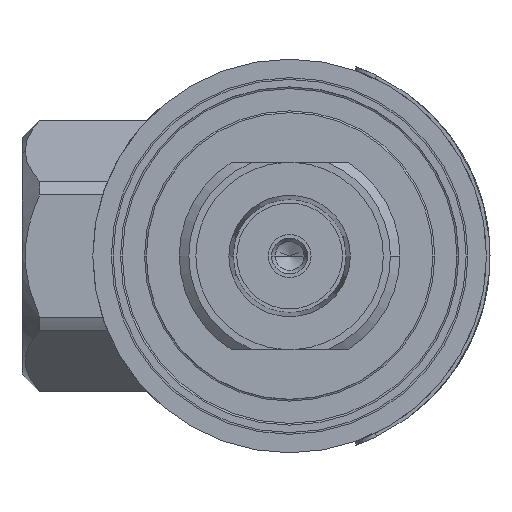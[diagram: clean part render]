
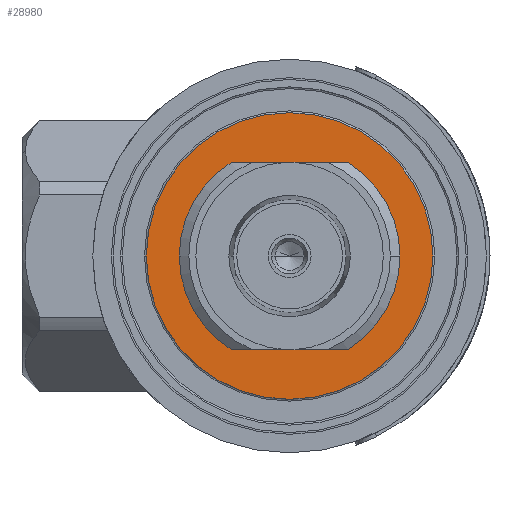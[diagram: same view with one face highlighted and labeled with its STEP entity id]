
A CAD part, left-side view. The second image highlights one B-rep face of the part: STEP entity #28980.
In plain terms, the highlighted planar face has unit normal (-1, 0, 0).
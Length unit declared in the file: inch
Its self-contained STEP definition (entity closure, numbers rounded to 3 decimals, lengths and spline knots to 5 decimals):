
#3764 = CARTESIAN_POINT ( 'NONE',  ( 0.06543, 0., 0. ) ) ;
#3958 = CARTESIAN_POINT ( 'NONE',  ( 0.06543, -0.265, 0.09042 ) ) ;
#6467 = CARTESIAN_POINT ( 'NONE',  ( 0.06543, 0.265, 0. ) ) ;
#7180 = VERTEX_POINT ( 'NONE', #21845 ) ;
#7657 = FACE_BOUND ( 'NONE', #11705, .T. ) ;
#9013 = CARTESIAN_POINT ( 'NONE',  ( 0.06543, 0., 0.28 ) ) ;
#9311 = CARTESIAN_POINT ( 'NONE',  ( 0.06543, 0., 0. ) ) ;
#11170 = LINE ( 'NONE', #83685, #36266 ) ;
#11502 = EDGE_CURVE ( 'NONE', #55975, #7180, #76321, .T. ) ;
#11705 = EDGE_LOOP ( 'NONE', ( #47463, #69600, #16391, #80626, #60853 ) ) ;
#14329 = VERTEX_POINT ( 'NONE', #59852 ) ;
#15096 = CIRCLE ( 'NONE', #75016, 0.406 ) ;
#15458 = DIRECTION ( 'NONE',  ( 0., 0., 1. ) ) ;
#16391 = ORIENTED_EDGE ( 'NONE', *, *, #22344, .F. ) ;
#16844 = CARTESIAN_POINT ( 'NONE',  ( 0.06543, 0.265, 0.09042 ) ) ;
#20348 = DIRECTION ( 'NONE',  ( 1., 0., 0. ) ) ;
#21007 = EDGE_CURVE ( 'NONE', #48613, #26146, #46175, .T. ) ;
#21845 = CARTESIAN_POINT ( 'NONE',  ( 0.06543, 0., -0.406 ) ) ;
#22111 = DIRECTION ( 'NONE',  ( 0., 0., 1. ) ) ;
#22344 = EDGE_CURVE ( 'NONE', #14329, #28638, #72549, .T. ) ;
#22393 = AXIS2_PLACEMENT_3D ( 'NONE', #3764, #75796, #81880 ) ;
#25310 = DIRECTION ( 'NONE',  ( -1., 0., 0. ) ) ;
#26146 = VERTEX_POINT ( 'NONE', #16844 ) ;
#26753 = DIRECTION ( 'NONE',  ( -1., 0., 0. ) ) ;
#27795 = CARTESIAN_POINT ( 'NONE',  ( 0.06543, 0.28, 0. ) ) ;
#28638 = VERTEX_POINT ( 'NONE', #55463 ) ;
#28980 = ADVANCED_FACE ( 'NONE', ( #7657, #34336 ), #66253, .F. ) ;
#30284 = DIRECTION ( 'NONE',  ( -1., 0., 0. ) ) ;
#30618 = AXIS2_PLACEMENT_3D ( 'NONE', #27795, #20348, #47042 ) ;
#33956 = LINE ( 'NONE', #6467, #49912 ) ;
#34336 = FACE_OUTER_BOUND ( 'NONE', #50055, .T. ) ;
#35690 = DIRECTION ( 'NONE',  ( -1., 0., 0. ) ) ;
#36266 = VECTOR ( 'NONE', #64512, 39.37008 ) ;
#40290 = CARTESIAN_POINT ( 'NONE',  ( 0.06543, 0., 0. ) ) ;
#44565 = AXIS2_PLACEMENT_3D ( 'NONE', #61480, #35690, #22111 ) ;
#46175 = CIRCLE ( 'NONE', #22393, 0.28 ) ;
#47042 = DIRECTION ( 'NONE',  ( 0., 0., -1. ) ) ;
#47463 = ORIENTED_EDGE ( 'NONE', *, *, #83818, .F. ) ;
#48613 = VERTEX_POINT ( 'NONE', #9013 ) ;
#49828 = AXIS2_PLACEMENT_3D ( 'NONE', #71148, #25310, #84246 ) ;
#49912 = VECTOR ( 'NONE', #85946, 39.37008 ) ;
#50055 = EDGE_LOOP ( 'NONE', ( #60161, #76604 ) ) ;
#53041 = AXIS2_PLACEMENT_3D ( 'NONE', #9311, #30284, #15458 ) ;
#55463 = CARTESIAN_POINT ( 'NONE',  ( 0.06543, -0.265, -0.09042 ) ) ;
#55975 = VERTEX_POINT ( 'NONE', #82761 ) ;
#58257 = EDGE_CURVE ( 'NONE', #7180, #55975, #15096, .T. ) ;
#59852 = CARTESIAN_POINT ( 'NONE',  ( 0.06543, 0.265, -0.09042 ) ) ;
#60161 = ORIENTED_EDGE ( 'NONE', *, *, #11502, .T. ) ;
#60853 = ORIENTED_EDGE ( 'NONE', *, *, #21007, .F. ) ;
#61480 = CARTESIAN_POINT ( 'NONE',  ( 0.06543, 0., 0. ) ) ;
#64293 = VERTEX_POINT ( 'NONE', #3958 ) ;
#64512 = DIRECTION ( 'NONE',  ( 0., 0., -1. ) ) ;
#66253 = PLANE ( 'NONE',  #30618 ) ;
#66486 = DIRECTION ( 'NONE',  ( 0., 0., 1. ) ) ;
#69600 = ORIENTED_EDGE ( 'NONE', *, *, #85276, .T. ) ;
#71148 = CARTESIAN_POINT ( 'NONE',  ( 0.06543, 0., 0. ) ) ;
#72549 = CIRCLE ( 'NONE', #53041, 0.28 ) ;
#75016 = AXIS2_PLACEMENT_3D ( 'NONE', #40290, #26753, #66486 ) ;
#75146 = CIRCLE ( 'NONE', #44565, 0.28 ) ;
#75796 = DIRECTION ( 'NONE',  ( -1., 0., 0. ) ) ;
#76321 = CIRCLE ( 'NONE', #49828, 0.406 ) ;
#76604 = ORIENTED_EDGE ( 'NONE', *, *, #58257, .T. ) ;
#80626 = ORIENTED_EDGE ( 'NONE', *, *, #82608, .F. ) ;
#81880 = DIRECTION ( 'NONE',  ( 0., 0., 1. ) ) ;
#82608 = EDGE_CURVE ( 'NONE', #26146, #14329, #33956, .T. ) ;
#82761 = CARTESIAN_POINT ( 'NONE',  ( 0.06543, 0., 0.406 ) ) ;
#83685 = CARTESIAN_POINT ( 'NONE',  ( 0.06543, -0.265, 0.16562 ) ) ;
#83818 = EDGE_CURVE ( 'NONE', #64293, #48613, #75146, .T. ) ;
#84246 = DIRECTION ( 'NONE',  ( 0., 0., 1. ) ) ;
#85276 = EDGE_CURVE ( 'NONE', #64293, #28638, #11170, .T. ) ;
#85946 = DIRECTION ( 'NONE',  ( 0., 0., -1. ) ) ;
